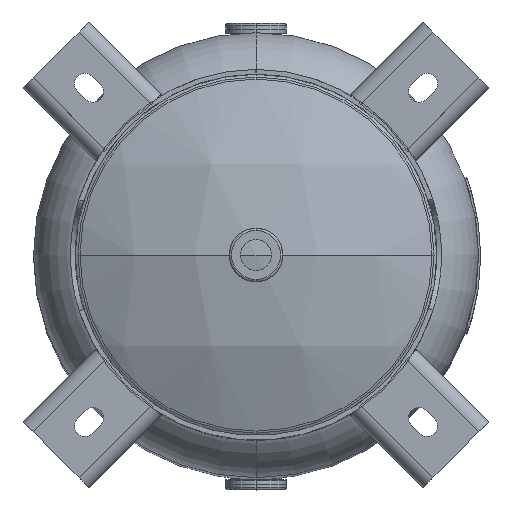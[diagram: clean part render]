
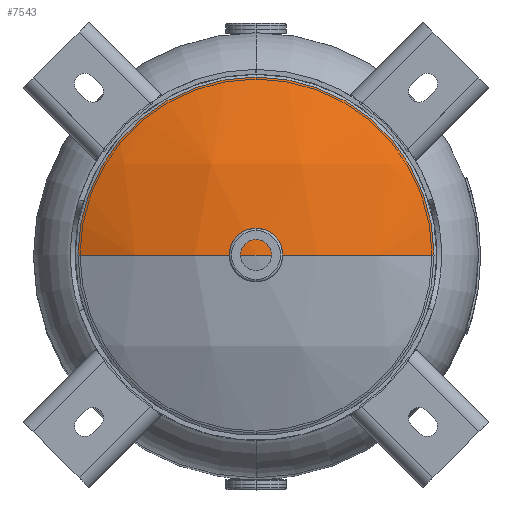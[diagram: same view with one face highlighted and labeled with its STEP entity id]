
A CAD part, top view. The second image highlights one B-rep face of the part: STEP entity #7543.
In plain terms, the highlighted spherical face has radius 274.32 mm.
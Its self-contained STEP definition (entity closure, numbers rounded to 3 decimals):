
#72 = CARTESIAN_POINT ( 'NONE',  ( 0., 0., 144.78 ) ) ;
#226 = ORIENTED_EDGE ( 'NONE', *, *, #2150, .F. ) ;
#436 = VERTEX_POINT ( 'NONE', #10765 ) ;
#478 = EDGE_CURVE ( 'NONE', #11580, #13488, #11691, .T. ) ;
#839 = DIRECTION ( 'NONE',  ( 0., 0., -1. ) ) ;
#1223 = CARTESIAN_POINT ( 'NONE',  ( 0., 0., 390.518 ) ) ;
#1495 = EDGE_CURVE ( 'NONE', #11580, #436, #9837, .T. ) ;
#1579 = AXIS2_PLACEMENT_3D ( 'NONE', #9310, #10716, #3933 ) ;
#2150 = EDGE_CURVE ( 'NONE', #12384, #13488, #7134, .T. ) ;
#2473 = DIRECTION ( 'NONE',  ( 0., 1., 0. ) ) ;
#2993 = CARTESIAN_POINT ( 'NONE',  ( 0., 0., 144.78 ) ) ;
#3933 = DIRECTION ( 'NONE',  ( 1., 0., 0. ) ) ;
#4036 = AXIS2_PLACEMENT_3D ( 'NONE', #2993, #6986, #7072 ) ;
#4600 = SPHERICAL_SURFACE ( 'NONE', #4036, 274.32 ) ;
#5139 = CARTESIAN_POINT ( 'NONE',  ( 0., 0., 390.518 ) ) ;
#5540 = CIRCLE ( 'NONE', #15604, 121.92 ) ;
#5747 = ORIENTED_EDGE ( 'NONE', *, *, #1495, .F. ) ;
#6396 = DIRECTION ( 'NONE',  ( 0., 1., 0. ) ) ;
#6655 = DIRECTION ( 'NONE',  ( 0., 0., -1. ) ) ;
#6986 = DIRECTION ( 'NONE',  ( 0., -1., 0. ) ) ;
#7072 = DIRECTION ( 'NONE',  ( 1., 0., 0. ) ) ;
#7134 = CIRCLE ( 'NONE', #7420, 121.92 ) ;
#7420 = AXIS2_PLACEMENT_3D ( 'NONE', #1223, #6655, #12185 ) ;
#7543 = ADVANCED_FACE ( 'NONE', ( #9683 ), #4600, .T. ) ;
#7637 = EDGE_LOOP ( 'NONE', ( #5747, #10197, #226, #8818 ) ) ;
#7903 = CARTESIAN_POINT ( 'NONE',  ( 0., 121.92, 390.518 ) ) ;
#8140 = CARTESIAN_POINT ( 'NONE',  ( 121.92, 0., 390.518 ) ) ;
#8818 = ORIENTED_EDGE ( 'NONE', *, *, #12920, .F. ) ;
#9310 = CARTESIAN_POINT ( 'NONE',  ( 0., 0., 144.78 ) ) ;
#9666 = CARTESIAN_POINT ( 'NONE',  ( 0., 0., 419.1 ) ) ;
#9683 = FACE_OUTER_BOUND ( 'NONE', #7637, .T. ) ;
#9837 = CIRCLE ( 'NONE', #1579, 274.32 ) ;
#10197 = ORIENTED_EDGE ( 'NONE', *, *, #478, .T. ) ;
#10716 = DIRECTION ( 'NONE',  ( 0., -1., 0. ) ) ;
#10765 = CARTESIAN_POINT ( 'NONE',  ( -121.92, 0., 390.518 ) ) ;
#10855 = AXIS2_PLACEMENT_3D ( 'NONE', #72, #2473, #13192 ) ;
#11580 = VERTEX_POINT ( 'NONE', #9666 ) ;
#11691 = CIRCLE ( 'NONE', #10855, 274.32 ) ;
#12185 = DIRECTION ( 'NONE',  ( 0., 1., 0. ) ) ;
#12384 = VERTEX_POINT ( 'NONE', #7903 ) ;
#12920 = EDGE_CURVE ( 'NONE', #436, #12384, #5540, .T. ) ;
#13192 = DIRECTION ( 'NONE',  ( 0., 0., 1. ) ) ;
#13488 = VERTEX_POINT ( 'NONE', #8140 ) ;
#15604 = AXIS2_PLACEMENT_3D ( 'NONE', #5139, #839, #6396 ) ;
